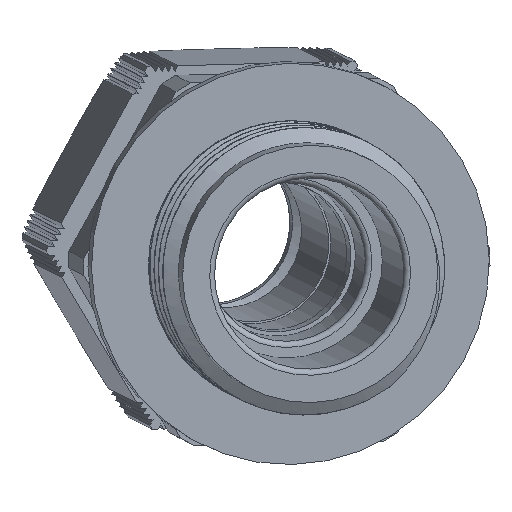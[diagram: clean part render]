
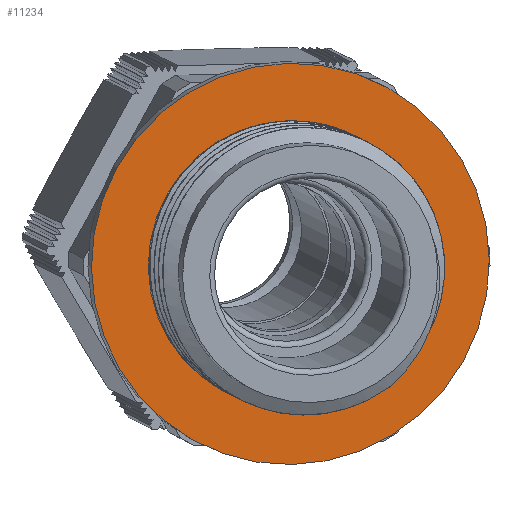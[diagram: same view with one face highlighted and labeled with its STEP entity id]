
A CAD part, top view. The second image highlights one B-rep face of the part: STEP entity #11234.
In plain terms, the highlighted face is planar.
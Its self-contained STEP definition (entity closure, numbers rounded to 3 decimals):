
#227=FACE_BOUND('',#2623,.T.);
#651=PLANE('',#12633);
#1043=CIRCLE('',#12627,7.5);
#1045=CIRCLE('',#12630,10.5);
#1974=FACE_OUTER_BOUND('',#2622,.T.);
#2622=EDGE_LOOP('',(#10502));
#2623=EDGE_LOOP('',(#10503));
#5496=VERTEX_POINT('',#22892);
#5498=VERTEX_POINT('',#22897);
#7164=EDGE_CURVE('',#5496,#5496,#1043,.T.);
#7166=EDGE_CURVE('',#5498,#5498,#1045,.T.);
#10502=ORIENTED_EDGE('',*,*,#7166,.T.);
#10503=ORIENTED_EDGE('',*,*,#7164,.T.);
#11234=ADVANCED_FACE('',(#1974,#227),#651,.T.);
#12627=AXIS2_PLACEMENT_3D('',#22893,#16060,#16061);
#12630=AXIS2_PLACEMENT_3D('',#22898,#16066,#16067);
#12633=AXIS2_PLACEMENT_3D('',#22902,#16072,#16073);
#16060=DIRECTION('center_axis',(0.,0.,-1.));
#16061=DIRECTION('ref_axis',(-1.,0.,0.));
#16066=DIRECTION('center_axis',(0.,0.,1.));
#16067=DIRECTION('ref_axis',(-1.,0.,0.));
#16072=DIRECTION('center_axis',(0.,0.,1.));
#16073=DIRECTION('ref_axis',(1.,0.,0.));
#22892=CARTESIAN_POINT('',(7.5,0.,1.2));
#22893=CARTESIAN_POINT('Origin',(0.,0.,1.2));
#22897=CARTESIAN_POINT('',(10.5,0.,1.2));
#22898=CARTESIAN_POINT('Origin',(0.,0.,1.2));
#22902=CARTESIAN_POINT('Origin',(0.,0.,
1.2));
